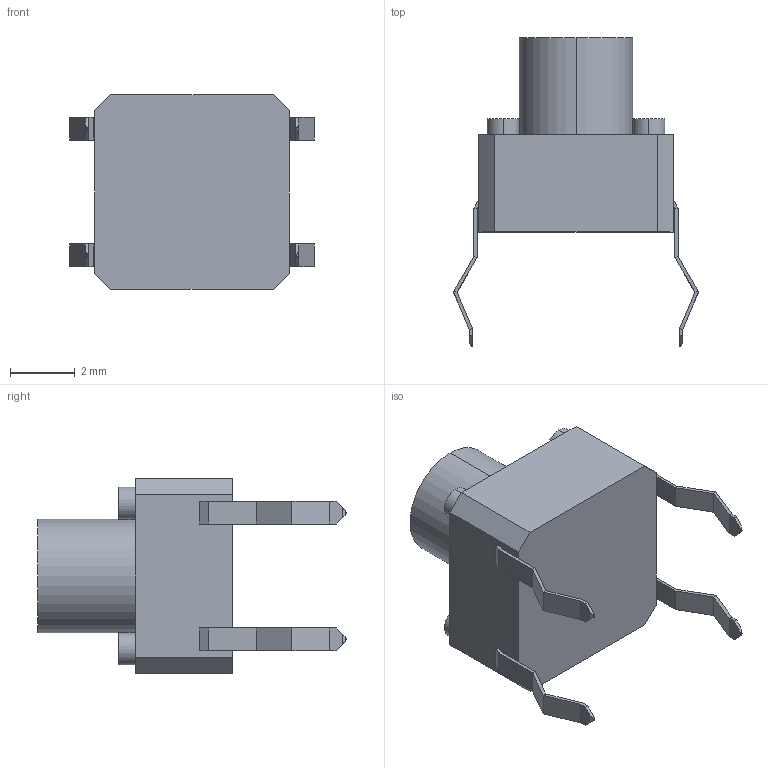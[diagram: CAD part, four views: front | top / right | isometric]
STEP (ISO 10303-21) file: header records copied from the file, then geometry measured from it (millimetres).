
FILE_DESCRIPTION (( 'STEP AP203' ), '1' );
FILE_NAME ('6x6 6mm Tach Buton (4 arm).STEP', '2023-05-30T06:06:26', ( '' ), ( '' ), 'SwSTEP 2.0', 'SolidWorks 2021', '' );
FILE_SCHEMA (( 'CONFIG_CONTROL_DESIGN' ));
Length unit declared in the file: millimetre
Products named in the file (1): 6x6 6mm Tach Buton (4 arm)
Bounding box: 7.57 x 9.52 x 6.01 mm (x, y, z)
Volume: 138.6 mm3; surface area: 208 mm2
Topology: 1 solids, 1 shells, 121 faces, 266 edges, 156 vertices
Faces by surface type: plane 107, cylinder 14
Entity records: 3269 total; most frequent: CARTESIAN_POINT 556, ORIENTED_EDGE 532, DIRECTION 530, EDGE_CURVE 266, LINE 238, VECTOR 238, VERTEX_POINT 156, AXIS2_PLACEMENT_3D 146
